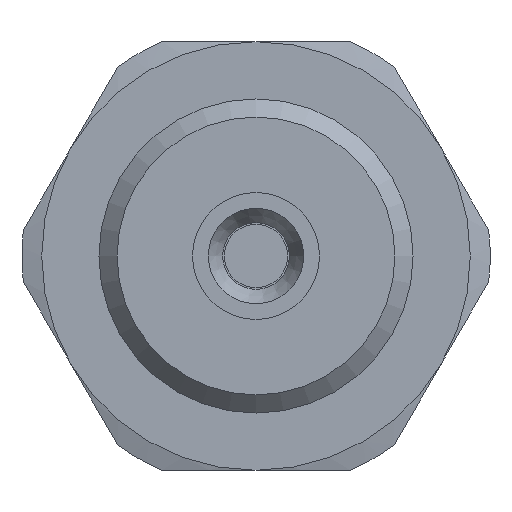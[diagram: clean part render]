
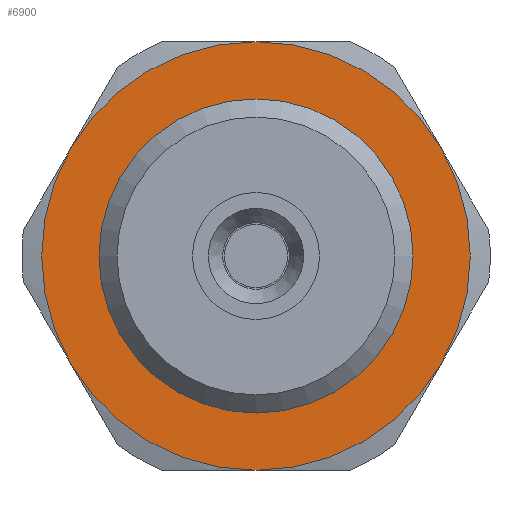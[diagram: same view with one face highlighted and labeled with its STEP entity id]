
A CAD part, front view. The second image highlights one B-rep face of the part: STEP entity #6900.
In plain terms, the highlighted planar face has unit normal (0, -1, 0).
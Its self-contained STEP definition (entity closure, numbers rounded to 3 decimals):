
#1893=FACE_BOUND('',#2376,.T.);
#1957=FACE_OUTER_BOUND('',#2375,.T.);
#2375=EDGE_LOOP('',(#4935,#4936,#4937,#4938,#4939,#4940));
#2376=EDGE_LOOP('',(#4941));
#2801=CIRCLE('',#7352,13.5);
#2803=CIRCLE('',#7355,13.5);
#2805=CIRCLE('',#7358,13.5);
#2807=CIRCLE('',#7361,13.5);
#2808=CIRCLE('',#7363,13.5);
#2827=CIRCLE('',#7399,8.75);
#2828=CIRCLE('',#7401,13.5);
#3102=VERTEX_POINT('',#11521);
#3106=VERTEX_POINT('',#11536);
#3114=VERTEX_POINT('',#11563);
#3118=VERTEX_POINT('',#11578);
#3126=VERTEX_POINT('',#11605);
#3130=VERTEX_POINT('',#11620);
#3140=VERTEX_POINT('',#11697);
#3801=EDGE_CURVE('',#3130,#3126,#2801,.T.);
#3803=EDGE_CURVE('',#3126,#3118,#2803,.T.);
#3805=EDGE_CURVE('',#3118,#3114,#2805,.T.);
#3807=EDGE_CURVE('',#3114,#3106,#2807,.T.);
#3808=EDGE_CURVE('',#3102,#3130,#2808,.T.);
#3831=EDGE_CURVE('',#3140,#3140,#2827,.T.);
#3833=EDGE_CURVE('',#3106,#3102,#2828,.T.);
#4935=ORIENTED_EDGE('',*,*,#3808,.F.);
#4936=ORIENTED_EDGE('',*,*,#3833,.F.);
#4937=ORIENTED_EDGE('',*,*,#3807,.F.);
#4938=ORIENTED_EDGE('',*,*,#3805,.F.);
#4939=ORIENTED_EDGE('',*,*,#3803,.F.);
#4940=ORIENTED_EDGE('',*,*,#3801,.F.);
#4941=ORIENTED_EDGE('',*,*,#3831,.T.);
#6716=PLANE('',#7400);
#6900=ADVANCED_FACE('',(#1957,#1893),#6716,.T.);
#7352=AXIS2_PLACEMENT_3D('',#11641,#8012,#8013);
#7355=AXIS2_PLACEMENT_3D('',#11644,#8018,#8019);
#7358=AXIS2_PLACEMENT_3D('',#11647,#8024,#8025);
#7361=AXIS2_PLACEMENT_3D('',#11650,#8030,#8031);
#7363=AXIS2_PLACEMENT_3D('',#11652,#8034,#8035);
#7399=AXIS2_PLACEMENT_3D('',#11698,#8110,#8111);
#7400=AXIS2_PLACEMENT_3D('',#11700,#8113,#8114);
#7401=AXIS2_PLACEMENT_3D('',#11701,#8115,#8116);
#8012=DIRECTION('center_axis',(0.,1.,0.));
#8013=DIRECTION('ref_axis',(-1.,0.,0.));
#8018=DIRECTION('center_axis',(0.,1.,0.));
#8019=DIRECTION('ref_axis',(-1.,0.,0.));
#8024=DIRECTION('center_axis',(0.,1.,0.));
#8025=DIRECTION('ref_axis',(-1.,0.,0.));
#8030=DIRECTION('center_axis',(0.,1.,0.));
#8031=DIRECTION('ref_axis',(-1.,0.,0.));
#8034=DIRECTION('center_axis',(0.,1.,0.));
#8035=DIRECTION('ref_axis',(-1.,0.,0.));
#8110=DIRECTION('center_axis',(0.,1.,0.));
#8111=DIRECTION('ref_axis',(-1.,0.,0.));
#8113=DIRECTION('center_axis',(0.,-1.,0.));
#8114=DIRECTION('ref_axis',(0.,0.,-1.));
#8115=DIRECTION('center_axis',(0.,1.,0.));
#8116=DIRECTION('ref_axis',(-1.,0.,0.));
#11521=CARTESIAN_POINT('',(-8.79,10.063,-6.338));
#11536=CARTESIAN_POINT('',(2.901,10.063,-13.088));
#11563=CARTESIAN_POINT('',(14.593,10.063,-6.338));
#11578=CARTESIAN_POINT('',(14.593,10.063,7.162));
#11605=CARTESIAN_POINT('',(2.901,10.063,13.912));
#11620=CARTESIAN_POINT('',(-8.79,10.063,7.162));
#11641=CARTESIAN_POINT('Origin',(2.901,10.063,0.412));
#11644=CARTESIAN_POINT('Origin',(2.901,10.063,0.412));
#11647=CARTESIAN_POINT('Origin',(2.901,10.063,0.412));
#11650=CARTESIAN_POINT('Origin',(2.901,10.063,0.412));
#11652=CARTESIAN_POINT('Origin',(2.901,10.063,0.412));
#11697=CARTESIAN_POINT('',(11.651,10.063,0.412));
#11698=CARTESIAN_POINT('Origin',(2.901,10.063,0.412));
#11700=CARTESIAN_POINT('Origin',(-8.849,10.063,0.412));
#11701=CARTESIAN_POINT('Origin',(2.901,10.063,0.412));
